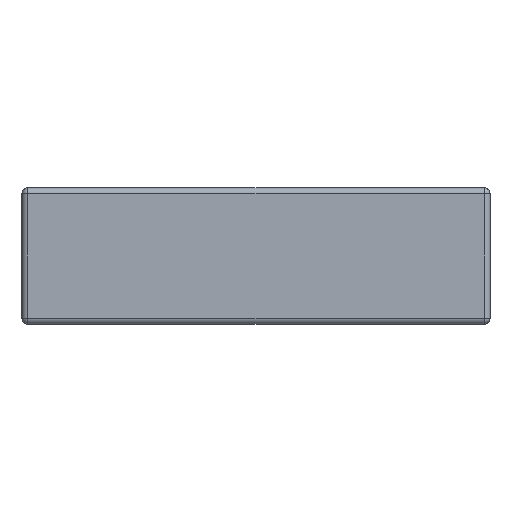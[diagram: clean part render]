
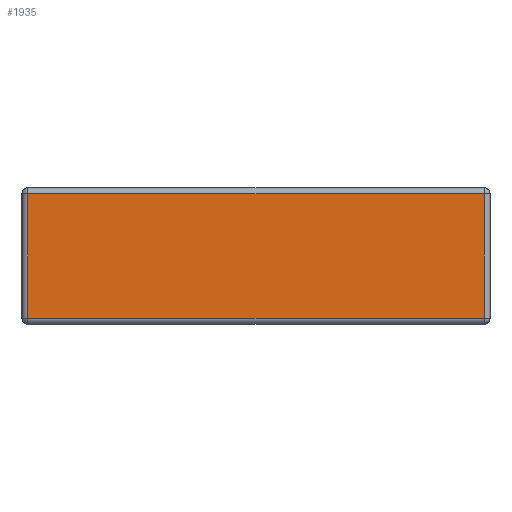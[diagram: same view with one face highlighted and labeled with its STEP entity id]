
A CAD part, front view. The second image highlights one B-rep face of the part: STEP entity #1935.
In plain terms, the highlighted planar face has unit normal (0, -1, 0).
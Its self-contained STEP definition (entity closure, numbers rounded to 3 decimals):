
#18 = VECTOR ( 'NONE', #614, 1000. ) ;
#75 = CARTESIAN_POINT ( 'NONE',  ( 5.85, -4.3, 3.35 ) ) ;
#101 = EDGE_CURVE ( 'NONE', #1203, #234, #1867, .T. ) ;
#134 = CARTESIAN_POINT ( 'NONE',  ( 5.85, -4.3, 0.15 ) ) ;
#137 = VECTOR ( 'NONE', #1698, 1000. ) ;
#234 = VERTEX_POINT ( 'NONE', #981 ) ;
#355 = EDGE_LOOP ( 'NONE', ( #1345, #1379, #1144, #1346 ) ) ;
#373 = AXIS2_PLACEMENT_3D ( 'NONE', #2112, #1956, #1764 ) ;
#501 = LINE ( 'NONE', #2197, #18 ) ;
#600 = CARTESIAN_POINT ( 'NONE',  ( 6., -4.3, 0.15 ) ) ;
#614 = DIRECTION ( 'NONE',  ( 0., 0., 1. ) ) ;
#735 = EDGE_CURVE ( 'NONE', #748, #1203, #1170, .T. ) ;
#748 = VERTEX_POINT ( 'NONE', #75 ) ;
#804 = VECTOR ( 'NONE', #1596, 1000. ) ;
#937 = VECTOR ( 'NONE', #1507, 1000. ) ;
#981 = CARTESIAN_POINT ( 'NONE',  ( -5.85, -4.3, 0.15 ) ) ;
#1130 = FACE_OUTER_BOUND ( 'NONE', #355, .T. ) ;
#1144 = ORIENTED_EDGE ( 'NONE', *, *, #2254, .T. ) ;
#1170 = LINE ( 'NONE', #1705, #137 ) ;
#1203 = VERTEX_POINT ( 'NONE', #1324 ) ;
#1234 = EDGE_CURVE ( 'NONE', #234, #1456, #1938, .T. ) ;
#1324 = CARTESIAN_POINT ( 'NONE',  ( -5.85, -4.3, 3.35 ) ) ;
#1345 = ORIENTED_EDGE ( 'NONE', *, *, #101, .T. ) ;
#1346 = ORIENTED_EDGE ( 'NONE', *, *, #735, .T. ) ;
#1379 = ORIENTED_EDGE ( 'NONE', *, *, #1234, .T. ) ;
#1456 = VERTEX_POINT ( 'NONE', #134 ) ;
#1507 = DIRECTION ( 'NONE',  ( 1., 0., 0. ) ) ;
#1596 = DIRECTION ( 'NONE',  ( 0., 0., -1. ) ) ;
#1629 = CARTESIAN_POINT ( 'NONE',  ( -5.85, -4.3, 3.5 ) ) ;
#1698 = DIRECTION ( 'NONE',  ( -1., 0., 0. ) ) ;
#1705 = CARTESIAN_POINT ( 'NONE',  ( -6., -4.3, 3.35 ) ) ;
#1764 = DIRECTION ( 'NONE',  ( 0., 0., 1. ) ) ;
#1867 = LINE ( 'NONE', #1629, #804 ) ;
#1935 = ADVANCED_FACE ( 'NONE', ( #1130 ), #1945, .F. ) ;
#1938 = LINE ( 'NONE', #600, #937 ) ;
#1945 = PLANE ( 'NONE',  #373 ) ;
#1956 = DIRECTION ( 'NONE',  ( 0., 1., 0. ) ) ;
#2112 = CARTESIAN_POINT ( 'NONE',  ( -6., -4.3, 3.5 ) ) ;
#2197 = CARTESIAN_POINT ( 'NONE',  ( 5.85, -4.3, 3.5 ) ) ;
#2254 = EDGE_CURVE ( 'NONE', #1456, #748, #501, .T. ) ;
